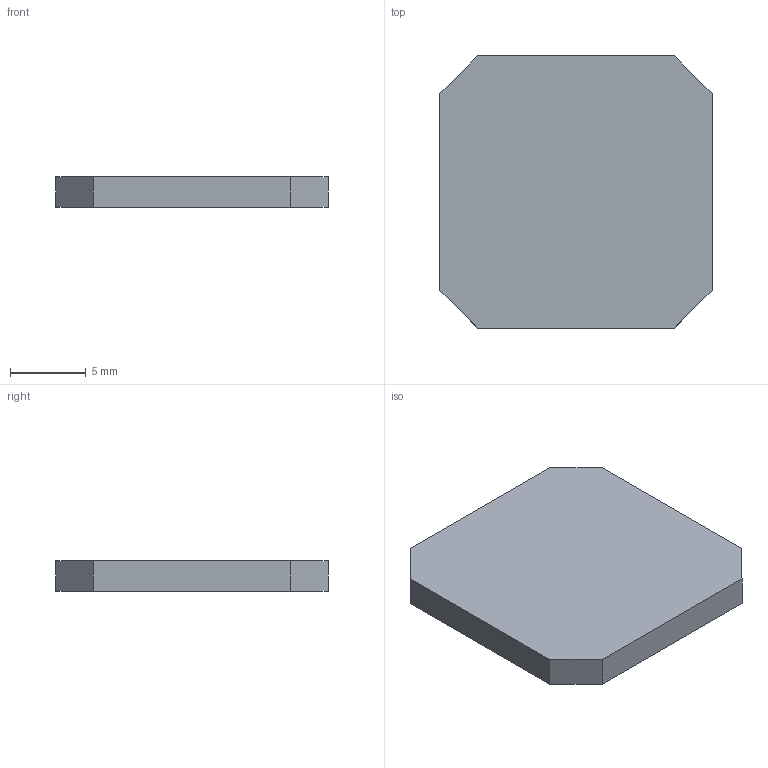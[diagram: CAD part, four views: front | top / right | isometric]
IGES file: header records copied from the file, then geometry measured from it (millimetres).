
Global section: file name: TL_cover; native system: Autodesk Inventor 2015; preprocessor: unknown; author: Kuratko; date: 20210122.212712; units: millimetre
Bounding box: 18 x 18 x 2 mm (x, y, z)
Volume: 342.4 mm3; surface area: 910.4 mm2
Topology: 1 solids, 1 shells, 39 faces, 99 edges, 66 vertices
Faces by surface type: bspline 39
